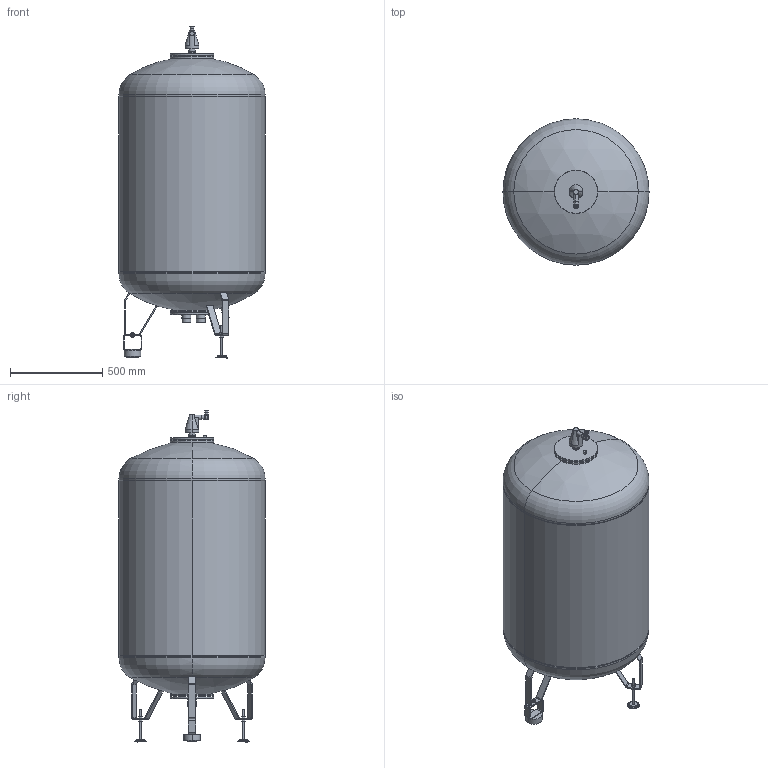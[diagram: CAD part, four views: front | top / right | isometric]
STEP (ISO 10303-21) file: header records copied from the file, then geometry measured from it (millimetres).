
FILE_DESCRIPTION (( 'STEP AP214' ), '1' );
FILE_NAME ('MV_600_6.STEP', '2024-04-08T13:04:47', ( '' ), ( '' ), 'SwSTEP 2.0', 'SolidWorks 2021', '' );
FILE_SCHEMA (( 'AUTOMOTIVE_DESIGN' ));
Length unit declared in the file: millimetre
Products named in the file (3): MV_600_6.dwg; 17824_flamcomat fg600_10.dwg; MV_600_6
Assembly tree (2 placements, depth 3):
  MV_600_6
    MV_600_6.dwg
      17824_flamcomat fg600_10.dwg
Bounding box: 790 x 790 x 1795.25 mm (x, y, z)
Volume: 608214805.9 mm3; surface area: 4323856.8 mm2
Topology: 6 solids, 6 shells, 295 faces, 658 edges, 415 vertices
Faces by surface type: cylinder 126, plane 101, cone 46, torus 18, sphere 4
Entity records: 8866 total; most frequent: CARTESIAN_POINT 1864, DIRECTION 1603, ORIENTED_EDGE 1316, EDGE_CURVE 658, AXIS2_PLACEMENT_3D 654, VERTEX_POINT 415, CIRCLE 353, EDGE_LOOP 337
